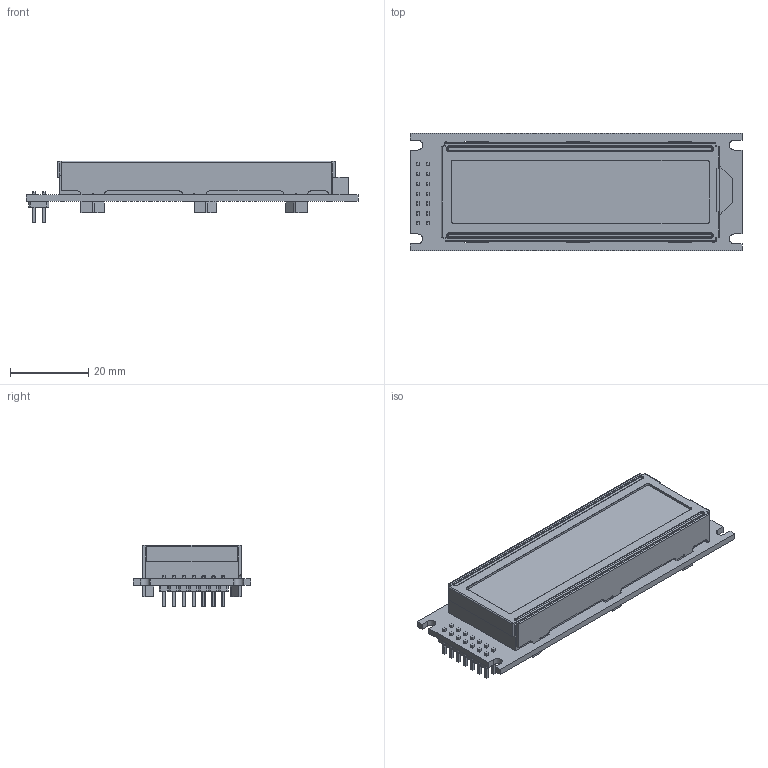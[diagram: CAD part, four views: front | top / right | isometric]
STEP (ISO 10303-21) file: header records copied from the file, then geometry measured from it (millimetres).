
FILE_DESCRIPTION(/* description */ (''),/* implementation_level */ '2;1');
FILE_NAME(/* name */ 'Winstar_WH1602_v1.step',/* time_stamp */ '2020-05-15T03:40:07+03:00',/* author */ ('vlad.lapshuda'),/* organization */ (''),/* preprocessor_version */ 'ST-DEVELOPER v17.2',/* originating_system */ 'Autodesk Translation Framework v7.6.0.251',/* authorisation */ '');
FILE_SCHEMA (('AUTOMOTIVE_DESIGN { 1 0 10303 214 3 1 1 }'));
Length unit declared in the file: millimetre
Products named in the file (2): Winstar_WH1602_v1; PIN_0.8mm_1x2
Assembly tree (7 placements, depth 2):
  Winstar_WH1602_v1
    PIN_0.8mm_1x2  x7
Bounding box: 85 x 30 x 15.83 mm (x, y, z)
Volume: 19082.5 mm3; surface area: 19171.2 mm2
Topology: 26 solids, 26 shells, 665 faces, 1738 edges, 1132 vertices
Faces by surface type: plane 504, cylinder 119, torus 28, bspline 14
Full cylindrical faces by diameter (mm): 0.7 x14
Entity records: 11335 total; most frequent: CARTESIAN_POINT 2072, ORIENTED_EDGE 1892, DIRECTION 1888, EDGE_CURVE 946, LINE 712, VECTOR 712, VERTEX_POINT 604, AXIS2_PLACEMENT_3D 588
